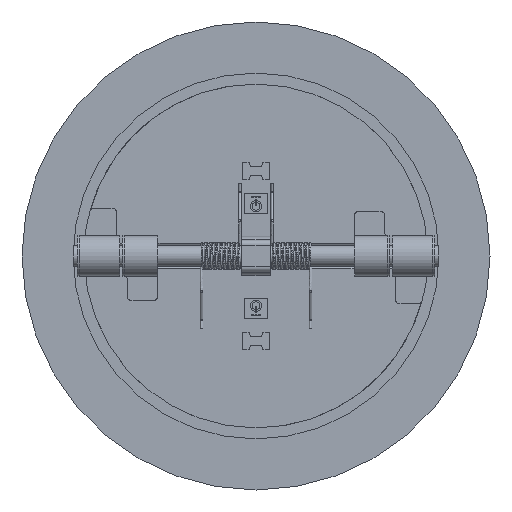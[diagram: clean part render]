
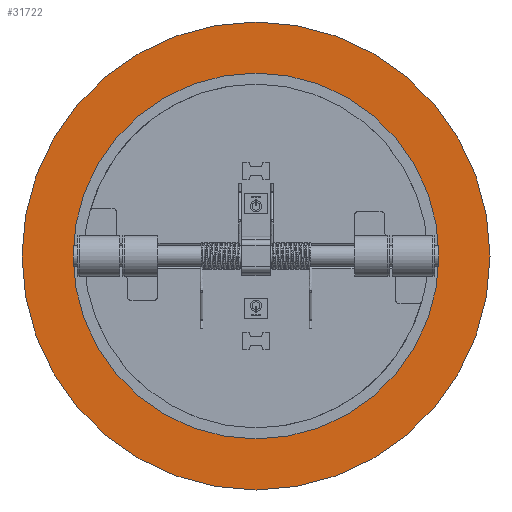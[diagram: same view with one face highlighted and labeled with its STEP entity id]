
A CAD part, front view. The second image highlights one B-rep face of the part: STEP entity #31722.
In plain terms, the highlighted planar face has unit normal (0, -1, 0).
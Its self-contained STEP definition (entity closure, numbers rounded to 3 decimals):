
#379 = AXIS2_PLACEMENT_3D ( 'NONE', #56833, #33344, #52107 ) ;
#5297 = ORIENTED_EDGE ( 'NONE', *, *, #12452, .T. ) ;
#5734 = CARTESIAN_POINT ( 'NONE',  ( 0., 0., -107.5 ) ) ;
#5947 = FACE_BOUND ( 'NONE', #56061, .T. ) ;
#9782 = DIRECTION ( 'NONE',  ( 0., 0., 1. ) ) ;
#11073 = ORIENTED_EDGE ( 'NONE', *, *, #57919, .F. ) ;
#12452 = EDGE_CURVE ( 'NONE', #51086, #12851, #35164, .T. ) ;
#12851 = VERTEX_POINT ( 'NONE', #39993 ) ;
#13183 = DIRECTION ( 'NONE',  ( 0., 0., -1. ) ) ;
#15942 = ORIENTED_EDGE ( 'NONE', *, *, #40473, .T. ) ;
#16247 = DIRECTION ( 'NONE',  ( 0., 0., -1. ) ) ;
#19452 = DIRECTION ( 'NONE',  ( 0., -1., 0. ) ) ;
#19721 = PLANE ( 'NONE',  #22401 ) ;
#22301 = CIRCLE ( 'NONE', #379, 137.5 ) ;
#22401 = AXIS2_PLACEMENT_3D ( 'NONE', #51719, #37869, #9782 ) ;
#22869 = CARTESIAN_POINT ( 'NONE',  ( 0., 0., 107.5 ) ) ;
#22947 = EDGE_LOOP ( 'NONE', ( #15942, #5297 ) ) ;
#23663 = CIRCLE ( 'NONE', #58849, 107.5 ) ;
#25392 = CARTESIAN_POINT ( 'NONE',  ( 0., 0., 0. ) ) ;
#27175 = ORIENTED_EDGE ( 'NONE', *, *, #52605, .F. ) ;
#31679 = CARTESIAN_POINT ( 'NONE',  ( 0., 0., 0. ) ) ;
#31722 = ADVANCED_FACE ( 'NONE', ( #5947, #35720 ), #19721, .F. ) ;
#33344 = DIRECTION ( 'NONE',  ( 0., -1., 0. ) ) ;
#33653 = CIRCLE ( 'NONE', #40369, 107.5 ) ;
#35164 = CIRCLE ( 'NONE', #46492, 137.5 ) ;
#35720 = FACE_OUTER_BOUND ( 'NONE', #22947, .T. ) ;
#36388 = DIRECTION ( 'NONE',  ( 0., -1., 0. ) ) ;
#37869 = DIRECTION ( 'NONE',  ( 0., 1., 0. ) ) ;
#39993 = CARTESIAN_POINT ( 'NONE',  ( 0., 0., -137.5 ) ) ;
#40369 = AXIS2_PLACEMENT_3D ( 'NONE', #25392, #58245, #16247 ) ;
#40473 = EDGE_CURVE ( 'NONE', #12851, #51086, #22301, .T. ) ;
#43489 = CARTESIAN_POINT ( 'NONE',  ( 0., 0., 0. ) ) ;
#46492 = AXIS2_PLACEMENT_3D ( 'NONE', #31679, #36388, #13183 ) ;
#48142 = CARTESIAN_POINT ( 'NONE',  ( 0., 0., 137.5 ) ) ;
#48163 = DIRECTION ( 'NONE',  ( 0., 0., -1. ) ) ;
#51086 = VERTEX_POINT ( 'NONE', #48142 ) ;
#51719 = CARTESIAN_POINT ( 'NONE',  ( 0., 0., 0. ) ) ;
#52107 = DIRECTION ( 'NONE',  ( 0., 0., -1. ) ) ;
#52605 = EDGE_CURVE ( 'NONE', #58667, #58516, #23663, .T. ) ;
#56061 = EDGE_LOOP ( 'NONE', ( #27175, #11073 ) ) ;
#56833 = CARTESIAN_POINT ( 'NONE',  ( 0., 0., 0. ) ) ;
#57919 = EDGE_CURVE ( 'NONE', #58516, #58667, #33653, .T. ) ;
#58245 = DIRECTION ( 'NONE',  ( 0., -1., 0. ) ) ;
#58516 = VERTEX_POINT ( 'NONE', #22869 ) ;
#58667 = VERTEX_POINT ( 'NONE', #5734 ) ;
#58849 = AXIS2_PLACEMENT_3D ( 'NONE', #43489, #19452, #48163 ) ;
